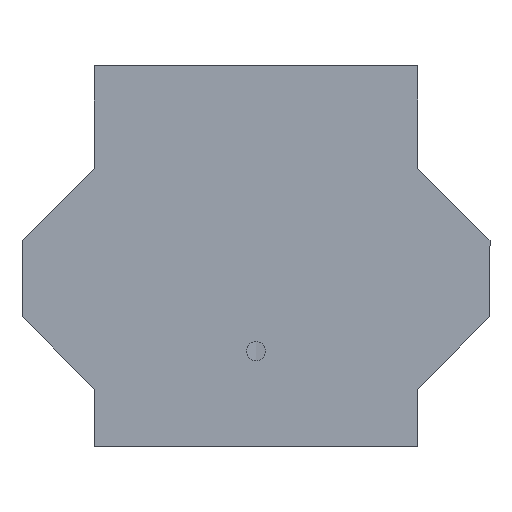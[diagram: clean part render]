
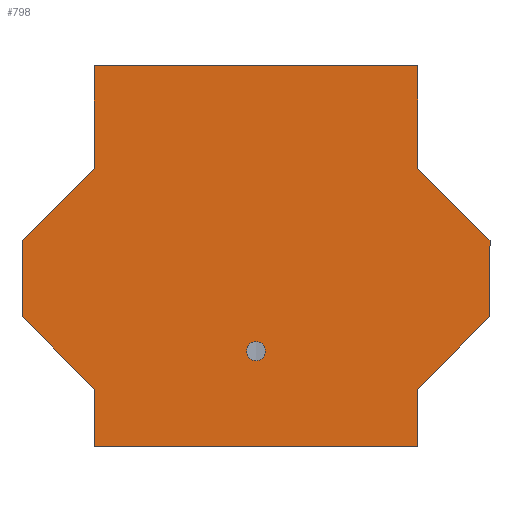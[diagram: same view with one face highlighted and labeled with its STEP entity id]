
A CAD part, left-side view. The second image highlights one B-rep face of the part: STEP entity #798.
In plain terms, the highlighted planar face has unit normal (-1, 0, 0).
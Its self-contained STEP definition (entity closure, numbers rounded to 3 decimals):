
#16=FACE_BOUND('',#112,.T.);
#28=PLANE('',#877);
#68=FACE_OUTER_BOUND('',#111,.T.);
#111=EDGE_LOOP('',(#615,#616,#617,#618,#619,#620,#621,#622,#623,#624,#625,
#626));
#112=EDGE_LOOP('',(#627));
#165=CIRCLE('',#865,0.25);
#201=LINE('',#1304,#285);
#205=LINE('',#1313,#289);
#206=LINE('',#1317,#290);
#207=LINE('',#1319,#291);
#208=LINE('',#1321,#292);
#209=LINE('',#1322,#293);
#210=LINE('',#1323,#294);
#211=LINE('',#1325,#295);
#212=LINE('',#1327,#296);
#213=LINE('',#1329,#297);
#214=LINE('',#1331,#298);
#215=LINE('',#1332,#299);
#285=VECTOR('',#1000,1000.);
#289=VECTOR('',#1006,1000.);
#290=VECTOR('',#1009,1000.);
#291=VECTOR('',#1010,1000.);
#292=VECTOR('',#1011,1000.);
#293=VECTOR('',#1012,1000.);
#294=VECTOR('',#1013,1000.);
#295=VECTOR('',#1014,1000.);
#296=VECTOR('',#1015,1000.);
#297=VECTOR('',#1016,1000.);
#298=VECTOR('',#1017,1000.);
#299=VECTOR('',#1018,1000.);
#372=VERTEX_POINT('',#1254);
#383=VERTEX_POINT('',#1298);
#385=VERTEX_POINT('',#1302);
#387=VERTEX_POINT('',#1307);
#389=VERTEX_POINT('',#1311);
#390=VERTEX_POINT('',#1315);
#391=VERTEX_POINT('',#1316);
#392=VERTEX_POINT('',#1318);
#393=VERTEX_POINT('',#1320);
#394=VERTEX_POINT('',#1324);
#395=VERTEX_POINT('',#1326);
#396=VERTEX_POINT('',#1328);
#397=VERTEX_POINT('',#1330);
#457=EDGE_CURVE('',#372,#372,#165,.T.);
#475=EDGE_CURVE('',#385,#383,#201,.T.);
#479=EDGE_CURVE('',#387,#389,#205,.T.);
#480=EDGE_CURVE('',#390,#391,#206,.T.);
#481=EDGE_CURVE('',#390,#392,#207,.T.);
#482=EDGE_CURVE('',#392,#393,#208,.T.);
#483=EDGE_CURVE('',#393,#383,#209,.T.);
#484=EDGE_CURVE('',#387,#385,#210,.T.);
#485=EDGE_CURVE('',#389,#394,#211,.T.);
#486=EDGE_CURVE('',#394,#395,#212,.T.);
#487=EDGE_CURVE('',#395,#396,#213,.T.);
#488=EDGE_CURVE('',#396,#397,#214,.T.);
#489=EDGE_CURVE('',#397,#391,#215,.T.);
#615=ORIENTED_EDGE('',*,*,#480,.F.);
#616=ORIENTED_EDGE('',*,*,#481,.T.);
#617=ORIENTED_EDGE('',*,*,#482,.T.);
#618=ORIENTED_EDGE('',*,*,#483,.T.);
#619=ORIENTED_EDGE('',*,*,#475,.F.);
#620=ORIENTED_EDGE('',*,*,#484,.F.);
#621=ORIENTED_EDGE('',*,*,#479,.T.);
#622=ORIENTED_EDGE('',*,*,#485,.T.);
#623=ORIENTED_EDGE('',*,*,#486,.T.);
#624=ORIENTED_EDGE('',*,*,#487,.T.);
#625=ORIENTED_EDGE('',*,*,#488,.T.);
#626=ORIENTED_EDGE('',*,*,#489,.T.);
#627=ORIENTED_EDGE('',*,*,#457,.F.);
#798=ADVANCED_FACE('',(#68,#16),#28,.F.);
#865=AXIS2_PLACEMENT_3D('',#1255,#969,#970);
#877=AXIS2_PLACEMENT_3D('',#1314,#1007,#1008);
#969=DIRECTION('center_axis',(-1.,0.,0.));
#970=DIRECTION('ref_axis',(0.,0.,1.));
#1000=DIRECTION('',(0.,0.,1.));
#1006=DIRECTION('',(0.,0.,1.));
#1007=DIRECTION('center_axis',(1.,0.,0.));
#1008=DIRECTION('ref_axis',(0.,0.,1.));
#1009=DIRECTION('',(0.,0.,1.));
#1010=DIRECTION('',(0.,0.707,-0.707));
#1011=DIRECTION('',(0.,0.,-1.));
#1012=DIRECTION('',(0.,-0.707,-0.707));
#1013=DIRECTION('',(0.,1.,0.));
#1014=DIRECTION('',(0.,-0.707,0.707));
#1015=DIRECTION('',(0.,0.,1.));
#1016=DIRECTION('',(0.,0.707,0.707));
#1017=DIRECTION('',(0.,0.,1.));
#1018=DIRECTION('',(0.,1.,0.));
#1254=CARTESIAN_POINT('',(0.,4.25,2.25));
#1255=CARTESIAN_POINT('Origin',(0.,4.25,2.5));
#1298=CARTESIAN_POINT('',(0.,8.5,1.5));
#1302=CARTESIAN_POINT('',(0.,8.5,0.));
#1304=CARTESIAN_POINT('',(0.,8.5,0.));
#1307=CARTESIAN_POINT('',(0.,0.,0.));
#1311=CARTESIAN_POINT('',(0.,0.,1.5));
#1313=CARTESIAN_POINT('',(0.,0.,0.));
#1314=CARTESIAN_POINT('Origin',(0.,8.5,0.));
#1315=CARTESIAN_POINT('',(0.,8.5,7.3));
#1316=CARTESIAN_POINT('',(0.,8.5,10.));
#1317=CARTESIAN_POINT('',(0.,8.5,0.));
#1318=CARTESIAN_POINT('',(0.,10.4,5.4));
#1319=CARTESIAN_POINT('',(0.,8.5,7.3));
#1320=CARTESIAN_POINT('',(0.,10.4,3.4));
#1321=CARTESIAN_POINT('',(0.,10.4,3.4));
#1322=CARTESIAN_POINT('',(0.,8.5,1.5));
#1323=CARTESIAN_POINT('',(0.,8.5,0.));
#1324=CARTESIAN_POINT('',(0.,-1.9,3.4));
#1325=CARTESIAN_POINT('',(0.,0.,1.5));
#1326=CARTESIAN_POINT('',(0.,-1.9,5.4));
#1327=CARTESIAN_POINT('',(0.,-1.9,3.4));
#1328=CARTESIAN_POINT('',(0.,0.,7.3));
#1329=CARTESIAN_POINT('',(0.,0.,7.3));
#1330=CARTESIAN_POINT('',(0.,0.,10.));
#1331=CARTESIAN_POINT('',(0.,0.,0.));
#1332=CARTESIAN_POINT('',(0.,8.5,10.));
